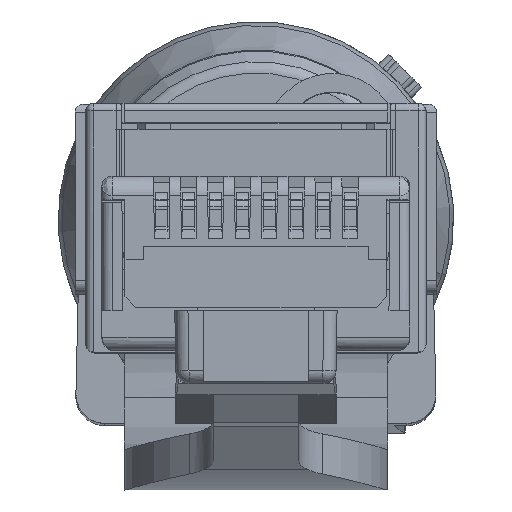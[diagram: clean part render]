
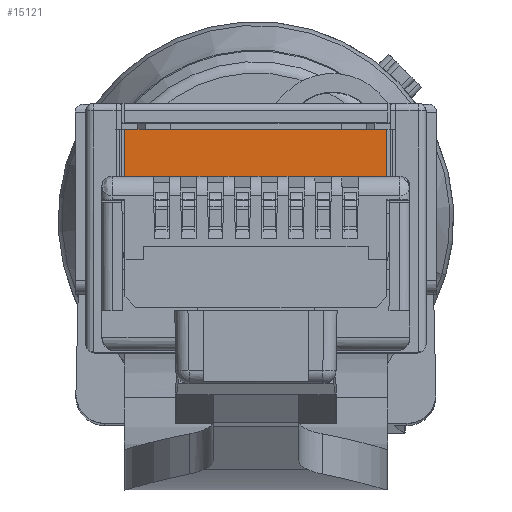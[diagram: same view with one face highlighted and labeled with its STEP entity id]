
A CAD part, top view. The second image highlights one B-rep face of the part: STEP entity #15121.
In plain terms, the highlighted planar face has unit normal (0, 0, 1).
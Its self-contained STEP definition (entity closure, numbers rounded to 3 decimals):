
#15108=AXIS2_PLACEMENT_3D('Plane Axis2P3D',#15105,#15106,#15107) ;
#11373=CARTESIAN_POINT('Vertex',(2.535,11.863,181.45)) ;
#11376=CARTESIAN_POINT('Line Origine',(2.535,12.763,181.45)) ;
#11380=CARTESIAN_POINT('Vertex',(2.535,13.663,181.45)) ;
#11545=CARTESIAN_POINT('Vertex',(12.465,13.663,181.45)) ;
#11548=CARTESIAN_POINT('Line Origine',(12.465,12.763,181.45)) ;
#11552=CARTESIAN_POINT('Vertex',(12.465,11.863,181.45)) ;
#12223=CARTESIAN_POINT('Line Origine',(7.5,11.863,181.45)) ;
#15105=CARTESIAN_POINT('Axis2P3D Location',(2.535,13.663,181.45)) ;
#15110=CARTESIAN_POINT('Line Origine',(7.5,13.663,181.45)) ;
#11377=DIRECTION('Vector Direction',(0.,1.,0.)) ;
#11549=DIRECTION('Vector Direction',(0.,1.,0.)) ;
#12224=DIRECTION('Vector Direction',(-1.,0.,0.)) ;
#15106=DIRECTION('Axis2P3D Direction',(0.,0.,1.)) ;
#15107=DIRECTION('Axis2P3D XDirection',(0.,-1.,0.)) ;
#15111=DIRECTION('Vector Direction',(-1.,0.,0.)) ;
#11378=VECTOR('Line Direction',#11377,1.) ;
#11550=VECTOR('Line Direction',#11549,1.) ;
#12225=VECTOR('Line Direction',#12224,1.) ;
#15112=VECTOR('Line Direction',#15111,1.) ;
#15116=ORIENTED_EDGE('',*,*,#12227,.F.) ;
#15117=ORIENTED_EDGE('',*,*,#11554,.T.) ;
#15118=ORIENTED_EDGE('',*,*,#15114,.T.) ;
#15119=ORIENTED_EDGE('',*,*,#11382,.F.) ;
#15121=ADVANCED_FACE('Hauptk\X2\00F6\X0\rper',(#15120),#15109,.T.) ;
#11382=EDGE_CURVE('',#11374,#11381,#11379,.T.) ;
#11554=EDGE_CURVE('',#11553,#11546,#11551,.T.) ;
#12227=EDGE_CURVE('',#11553,#11374,#12226,.T.) ;
#15114=EDGE_CURVE('',#11546,#11381,#15113,.T.) ;
#15115=EDGE_LOOP('',(#15116,#15117,#15118,#15119)) ;
#15120=FACE_OUTER_BOUND('',#15115,.T.) ;
#11379=LINE('Line',#11376,#11378) ;
#11551=LINE('Line',#11548,#11550) ;
#12226=LINE('Line',#12223,#12225) ;
#15113=LINE('Line',#15110,#15112) ;
#15109=PLANE('',#15108) ;
#11374=VERTEX_POINT('',#11373) ;
#11381=VERTEX_POINT('',#11380) ;
#11546=VERTEX_POINT('',#11545) ;
#11553=VERTEX_POINT('',#11552) ;
